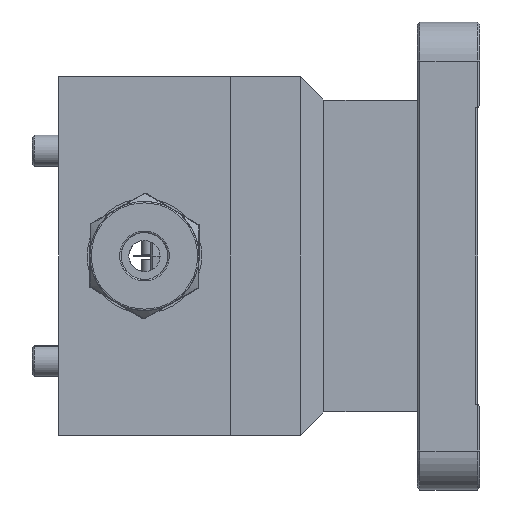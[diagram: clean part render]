
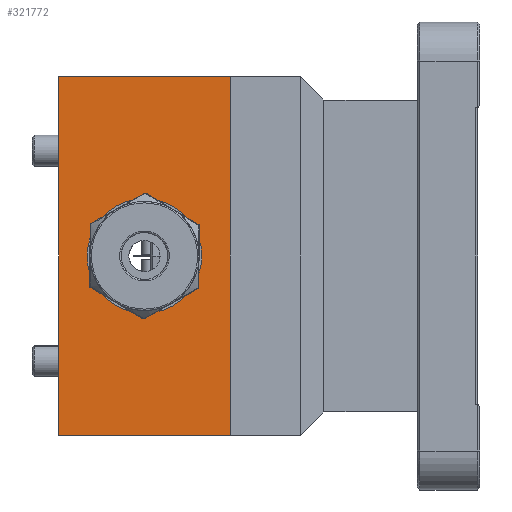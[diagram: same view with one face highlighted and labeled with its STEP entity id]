
A CAD part, left-side view. The second image highlights one B-rep face of the part: STEP entity #321772.
In plain terms, the highlighted planar face has unit normal (-1, 0, 0).
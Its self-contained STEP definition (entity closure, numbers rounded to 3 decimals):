
#35098 = ORIENTED_EDGE ( 'NONE', *, *, #186566, .T. ) ;
#39167 = DIRECTION ( 'NONE',  ( -1., 0., 0. ) ) ;
#53260 = LINE ( 'NONE', #439555, #161474 ) ;
#61049 = ORIENTED_EDGE ( 'NONE', *, *, #325177, .F. ) ;
#65410 = EDGE_CURVE ( 'NONE', #155940, #386874, #53260, .T. ) ;
#95343 = CARTESIAN_POINT ( 'NONE',  ( -23., 0., 23. ) ) ;
#97360 = ORIENTED_EDGE ( 'NONE', *, *, #65410, .F. ) ;
#110929 = FACE_OUTER_BOUND ( 'NONE', #240203, .T. ) ;
#129625 = EDGE_CURVE ( 'NONE', #341833, #352280, #435348, .T. ) ;
#155322 = CIRCLE ( 'NONE', #348195, 4.4 ) ;
#155940 = VERTEX_POINT ( 'NONE', #506768 ) ;
#159479 = EDGE_LOOP ( 'NONE', ( #224815, #435373 ) ) ;
#161474 = VECTOR ( 'NONE', #279543, 1000. ) ;
#162939 = CARTESIAN_POINT ( 'NONE',  ( -23., 22., 23. ) ) ;
#177062 = EDGE_CURVE ( 'NONE', #515583, #435639, #510572, .T. ) ;
#186566 = EDGE_CURVE ( 'NONE', #155940, #515583, #510586, .T. ) ;
#199254 = CARTESIAN_POINT ( 'NONE',  ( -23., 22., -23. ) ) ;
#206355 = FACE_BOUND ( 'NONE', #159479, .T. ) ;
#217065 = LINE ( 'NONE', #162939, #407855 ) ;
#224815 = ORIENTED_EDGE ( 'NONE', *, *, #321935, .F. ) ;
#229927 = DIRECTION ( 'NONE',  ( -1., 0., 0. ) ) ;
#240124 = DIRECTION ( 'NONE',  ( 0., 0., -1. ) ) ;
#240203 = EDGE_LOOP ( 'NONE', ( #322268, #61049, #97360, #35098 ) ) ;
#279543 = DIRECTION ( 'NONE',  ( 0., 0., 1. ) ) ;
#282761 = CARTESIAN_POINT ( 'NONE',  ( -23., 11., 0. ) ) ;
#287976 = AXIS2_PLACEMENT_3D ( 'NONE', #473416, #229927, #514291 ) ;
#298134 = CARTESIAN_POINT ( 'NONE',  ( -23., 0., -23. ) ) ;
#304376 = CARTESIAN_POINT ( 'NONE',  ( -23., 22., -23. ) ) ;
#321772 = ADVANCED_FACE ( 'NONE', ( #206355, #110929 ), #481819, .F. ) ;
#321935 = EDGE_CURVE ( 'NONE', #352280, #341833, #155322, .T. ) ;
#322268 = ORIENTED_EDGE ( 'NONE', *, *, #177062, .T. ) ;
#323678 = DIRECTION ( 'NONE',  ( 0., 0., 1. ) ) ;
#324733 = DIRECTION ( 'NONE',  ( 0., -1., 0. ) ) ;
#325177 = EDGE_CURVE ( 'NONE', #386874, #435639, #217065, .T. ) ;
#333336 = CARTESIAN_POINT ( 'NONE',  ( -23., 22., 23. ) ) ;
#340706 = CARTESIAN_POINT ( 'NONE',  ( -23., 0., -23. ) ) ;
#341833 = VERTEX_POINT ( 'NONE', #497745 ) ;
#348195 = AXIS2_PLACEMENT_3D ( 'NONE', #282761, #39167, #323678 ) ;
#352280 = VERTEX_POINT ( 'NONE', #517318 ) ;
#375393 = AXIS2_PLACEMENT_3D ( 'NONE', #199254, #483582, #240124 ) ;
#383286 = DIRECTION ( 'NONE',  ( 0., 0., 1. ) ) ;
#386874 = VERTEX_POINT ( 'NONE', #333336 ) ;
#387843 = DIRECTION ( 'NONE',  ( 0., -1., 0. ) ) ;
#389712 = VECTOR ( 'NONE', #387843, 1000. ) ;
#402456 = VECTOR ( 'NONE', #383286, 1000. ) ;
#407855 = VECTOR ( 'NONE', #324733, 1000. ) ;
#435348 = CIRCLE ( 'NONE', #287976, 4.4 ) ;
#435373 = ORIENTED_EDGE ( 'NONE', *, *, #129625, .F. ) ;
#435639 = VERTEX_POINT ( 'NONE', #95343 ) ;
#439555 = CARTESIAN_POINT ( 'NONE',  ( -23., 22., -23. ) ) ;
#473416 = CARTESIAN_POINT ( 'NONE',  ( -23., 11., 0. ) ) ;
#481819 = PLANE ( 'NONE',  #375393 ) ;
#483582 = DIRECTION ( 'NONE',  ( 1., 0., 0. ) ) ;
#497745 = CARTESIAN_POINT ( 'NONE',  ( -23., 11., -4.4 ) ) ;
#506768 = CARTESIAN_POINT ( 'NONE',  ( -23., 22., -23. ) ) ;
#510572 = LINE ( 'NONE', #340706, #402456 ) ;
#510586 = LINE ( 'NONE', #304376, #389712 ) ;
#514291 = DIRECTION ( 'NONE',  ( 0., 0., 1. ) ) ;
#515583 = VERTEX_POINT ( 'NONE', #298134 ) ;
#517318 = CARTESIAN_POINT ( 'NONE',  ( -23., 11., 4.4 ) ) ;
